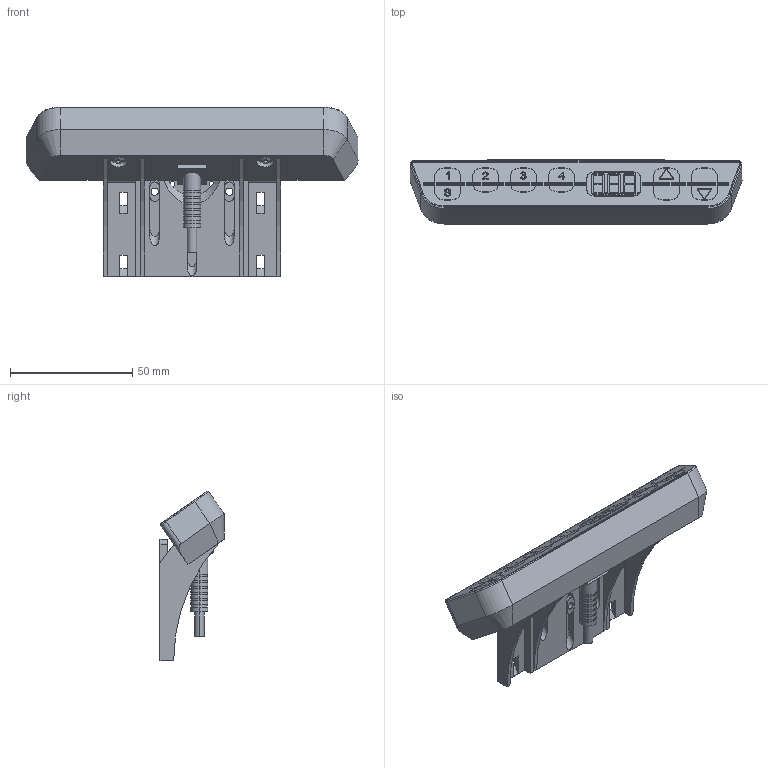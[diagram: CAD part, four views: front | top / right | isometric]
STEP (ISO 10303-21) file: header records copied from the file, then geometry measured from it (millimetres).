
FILE_DESCRIPTION (( 'STEP AP203' ), '1' );
FILE_NAME ('HSU-MDF-4M2-LD.STEP', '2014-04-15T09:53:17', ( 'admin' ), ( 'Hewlett-Packard Company' ), 'SwSTEP 2.0', 'SolidWorks 2012', '' );
FILE_SCHEMA (( 'CONFIG_CONTROL_DESIGN' ));
Length unit declared in the file: millimetre
Products named in the file (1): HSU-MDF-4M2-LD
Bounding box: 135.8 x 26.22 x 69.4 mm (x, y, z)
Volume: 73576.8 mm3; surface area: 26658.8 mm2
Topology: 2 solids, 2 shells, 583 faces, 1497 edges, 991 vertices
Faces by surface type: plane 402, cylinder 121, bspline 40, cone 8, sphere 8, torus 4
Entity records: 19901 total; most frequent: CARTESIAN_POINT 5661, ORIENTED_EDGE 2986, DIRECTION 2748, EDGE_CURVE 1493, LINE 1104, VECTOR 1104, VERTEX_POINT 989, AXIS2_PLACEMENT_3D 822
